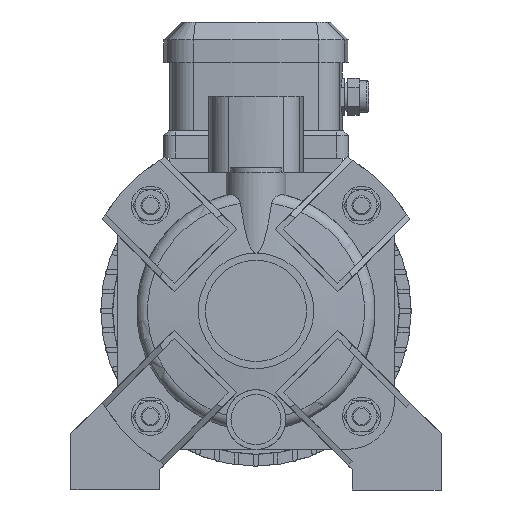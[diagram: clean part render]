
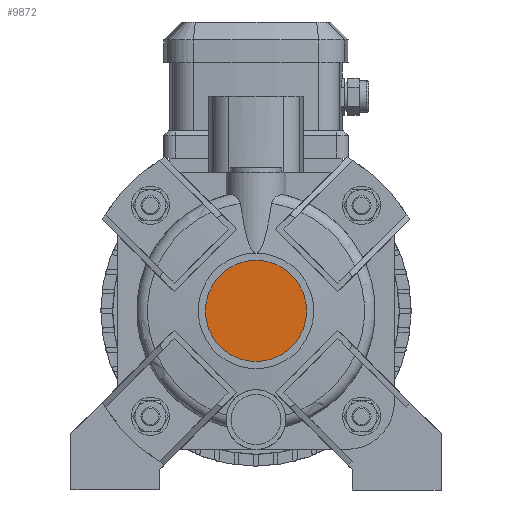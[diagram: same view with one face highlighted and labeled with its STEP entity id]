
A CAD part, left-side view. The second image highlights one B-rep face of the part: STEP entity #9872.
In plain terms, the highlighted planar face has unit normal (-1, 0, 0).
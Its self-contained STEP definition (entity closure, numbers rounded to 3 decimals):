
#2058=PLANE('',#10581);
#2531=FACE_OUTER_BOUND('',#3153,.T.);
#3153=EDGE_LOOP('',(#7173));
#3813=CIRCLE('',#10582,21.2);
#4377=VERTEX_POINT('',#15663);
#5447=EDGE_CURVE('',#4377,#4377,#3813,.T.);
#7173=ORIENTED_EDGE('',*,*,#5447,.F.);
#9872=ADVANCED_FACE('',(#2531),#2058,.T.);
#10581=AXIS2_PLACEMENT_3D('',#15662,#11912,#11913);
#10582=AXIS2_PLACEMENT_3D('',#15664,#11914,#11915);
#11912=DIRECTION('center_axis',(-1.,0.,0.));
#11913=DIRECTION('ref_axis',(0.,0.,1.));
#11914=DIRECTION('center_axis',(1.,0.,0.));
#11915=DIRECTION('ref_axis',(0.,1.,0.));
#15662=CARTESIAN_POINT('Origin',(-113.4,22.7,75.));
#15663=CARTESIAN_POINT('',(-113.4,21.2,75.));
#15664=CARTESIAN_POINT('Origin',(-113.4,0.,75.));
